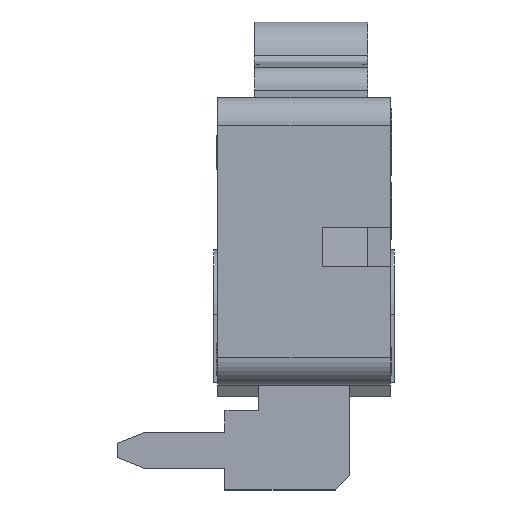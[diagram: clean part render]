
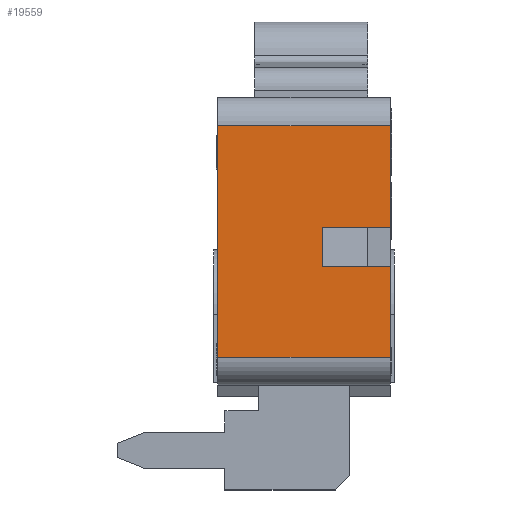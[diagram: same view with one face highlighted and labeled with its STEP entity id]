
A CAD part, left-side view. The second image highlights one B-rep face of the part: STEP entity #19559.
In plain terms, the highlighted planar face has unit normal (-1, 0, 0).
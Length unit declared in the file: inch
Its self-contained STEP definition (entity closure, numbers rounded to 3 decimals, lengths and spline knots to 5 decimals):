
#2592=CARTESIAN_POINT('',(-0.20079,-0.24016,0.12205));
#2593=VERTEX_POINT('',#2592);
#2600=CARTESIAN_POINT('',(-0.20079,-0.14567,0.12205));
#2601=VERTEX_POINT('',#2600);
#2602=CARTESIAN_POINT('',(-0.20079,-0.14567,0.12205));
#2603=DIRECTION('',(0.0,-1.0,0.0));
#2604=VECTOR('',#2603,0.09449);
#2605=LINE('',#2602,#2604);
#2606=EDGE_CURVE('',#2601,#2593,#2605,.T.);
#16135=CARTESIAN_POINT('',(-0.20079,-0.24016,0.06693));
#16136=VERTEX_POINT('',#16135);
#16143=CARTESIAN_POINT('',(-0.20079,-0.24016,-0.05906));
#16144=VERTEX_POINT('',#16143);
#16145=CARTESIAN_POINT('',(-0.20079,-0.24016,-0.05906));
#16146=DIRECTION('',(0.0,0.0,1.0));
#16147=VECTOR('',#16146,0.12598);
#16148=LINE('',#16145,#16147);
#16149=EDGE_CURVE('',#16144,#16136,#16148,.T.);
#16305=CARTESIAN_POINT('',(-0.20079,-0.24016,0.26378));
#16306=VERTEX_POINT('',#16305);
#16314=CARTESIAN_POINT('',(-0.20079,-0.24016,0.12205));
#16315=DIRECTION('',(0.0,0.0,1.0));
#16316=VECTOR('',#16315,0.14173);
#16317=LINE('',#16314,#16316);
#16318=EDGE_CURVE('',#2593,#16306,#16317,.T.);
#17068=CARTESIAN_POINT('',(-0.20079,-0.14567,0.06693));
#17069=VERTEX_POINT('',#17068);
#17078=CARTESIAN_POINT('',(-0.20079,-0.24016,0.06693));
#17079=DIRECTION('',(0.0,1.0,0.0));
#17080=VECTOR('',#17079,0.09449);
#17081=LINE('',#17078,#17080);
#17082=EDGE_CURVE('',#16136,#17069,#17081,.T.);
#17801=CARTESIAN_POINT('',(-0.20079,0.0,-0.05906));
#17802=VERTEX_POINT('',#17801);
#17810=CARTESIAN_POINT('',(-0.20079,0.0,0.26378));
#17811=VERTEX_POINT('',#17810);
#17812=CARTESIAN_POINT('',(-0.20079,0.0,0.26378));
#17813=DIRECTION('',(0.0,0.0,-1.0));
#17814=VECTOR('',#17813,0.32283);
#17815=LINE('',#17812,#17814);
#17816=EDGE_CURVE('',#17811,#17802,#17815,.T.);
#19523=CARTESIAN_POINT('',(-0.20079,-0.14567,0.06693));
#19524=DIRECTION('',(0.0,0.0,1.0));
#19525=VECTOR('',#19524,0.05512);
#19526=LINE('',#19523,#19525);
#19527=EDGE_CURVE('',#17069,#2601,#19526,.T.);
#19534=CARTESIAN_POINT('',(-0.20079,-0.25217,-0.0752));
#19535=DIRECTION('',(-1.0,0.0,0.0));
#19536=DIRECTION('',(0.0,0.0,1.0));
#19537=AXIS2_PLACEMENT_3D('',#19534,#19535,#19536);
#19538=PLANE('',#19537);
#19539=ORIENTED_EDGE('',*,*,#17816,.T.);
#19540=CARTESIAN_POINT('',(-0.20079,-0.24016,-0.05906));
#19541=DIRECTION('',(0.0,1.0,0.0));
#19542=VECTOR('',#19541,0.24016);
#19543=LINE('',#19540,#19542);
#19544=EDGE_CURVE('',#16144,#17802,#19543,.T.);
#19545=ORIENTED_EDGE('',*,*,#19544,.F.);
#19546=ORIENTED_EDGE('',*,*,#16149,.T.);
#19547=ORIENTED_EDGE('',*,*,#17082,.T.);
#19548=ORIENTED_EDGE('',*,*,#19527,.T.);
#19549=ORIENTED_EDGE('',*,*,#2606,.T.);
#19550=ORIENTED_EDGE('',*,*,#16318,.T.);
#19551=CARTESIAN_POINT('',(-0.20079,-0.24016,0.26378));
#19552=DIRECTION('',(0.0,1.0,0.0));
#19553=VECTOR('',#19552,0.24016);
#19554=LINE('',#19551,#19553);
#19555=EDGE_CURVE('',#16306,#17811,#19554,.T.);
#19556=ORIENTED_EDGE('',*,*,#19555,.T.);
#19557=EDGE_LOOP('',(#19539,#19545,#19546,#19547,#19548,#19549,#19550,#19556));
#19558=FACE_OUTER_BOUND('',#19557,.T.);
#19559=ADVANCED_FACE('',(#19558),#19538,.T.);
